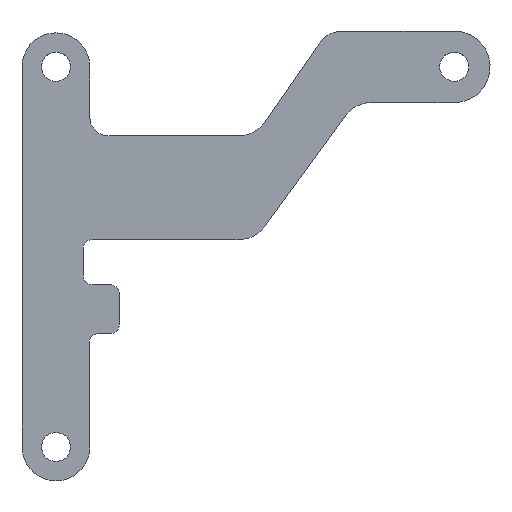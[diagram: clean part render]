
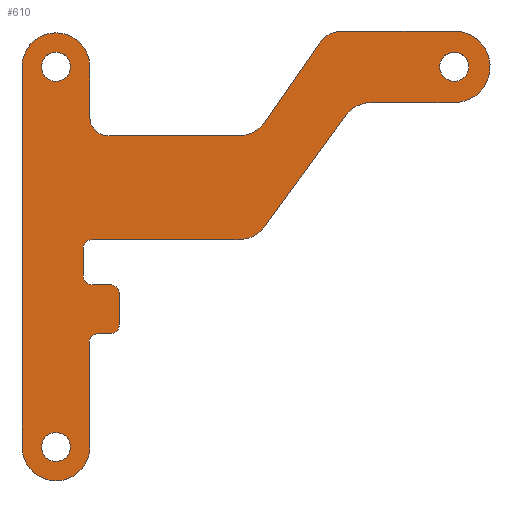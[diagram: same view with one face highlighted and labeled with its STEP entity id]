
A CAD part, top view. The second image highlights one B-rep face of the part: STEP entity #610.
In plain terms, the highlighted planar face has unit normal (0, 0, 1).
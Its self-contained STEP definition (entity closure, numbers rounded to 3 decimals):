
#15=FACE_BOUND('',#97,.T.);
#16=FACE_BOUND('',#98,.T.);
#17=FACE_BOUND('',#99,.T.);
#34=PLANE('',#675);
#65=FACE_OUTER_BOUND('',#96,.T.);
#96=EDGE_LOOP('',(#507,#508,#509,#510,#511,#512,#513,#514,#515,#516,#517,
#518,#519,#520,#521,#522,#523,#524,#525,#526,#527,#528,#529,#530,#531,#532));
#97=EDGE_LOOP('',(#533));
#98=EDGE_LOOP('',(#534));
#99=EDGE_LOOP('',(#535));
#109=LINE('',#886,#164);
#113=LINE('',#898,#168);
#117=LINE('',#910,#172);
#121=LINE('',#922,#176);
#125=LINE('',#934,#180);
#129=LINE('',#946,#184);
#133=LINE('',#958,#188);
#137=LINE('',#970,#192);
#141=LINE('',#982,#196);
#145=LINE('',#994,#200);
#149=LINE('',#1006,#204);
#153=LINE('',#1018,#208);
#157=LINE('',#1030,#212);
#164=VECTOR('',#704,10.);
#168=VECTOR('',#716,10.);
#172=VECTOR('',#728,10.);
#176=VECTOR('',#740,10.);
#180=VECTOR('',#752,10.);
#184=VECTOR('',#764,10.);
#188=VECTOR('',#776,10.);
#192=VECTOR('',#788,10.);
#196=VECTOR('',#800,10.);
#200=VECTOR('',#812,10.);
#204=VECTOR('',#824,10.);
#208=VECTOR('',#836,10.);
#212=VECTOR('',#848,10.);
#214=CIRCLE('',#615,1.6);
#216=CIRCLE('',#618,1.6);
#218=CIRCLE('',#621,1.6);
#221=CIRCLE('',#626,3.5);
#223=CIRCLE('',#630,3.5);
#225=CIRCLE('',#634,1.);
#227=CIRCLE('',#638,1.);
#229=CIRCLE('',#642,1.);
#231=CIRCLE('',#646,1.);
#233=CIRCLE('',#650,1.);
#235=CIRCLE('',#654,3.75);
#237=CIRCLE('',#658,3.75);
#239=CIRCLE('',#662,2.);
#241=CIRCLE('',#666,3.5);
#243=CIRCLE('',#670,3.);
#245=CIRCLE('',#674,3.954);
#246=VERTEX_POINT('',#862);
#248=VERTEX_POINT('',#868);
#250=VERTEX_POINT('',#874);
#254=VERTEX_POINT('',#883);
#255=VERTEX_POINT('',#885);
#257=VERTEX_POINT('',#891);
#259=VERTEX_POINT('',#897);
#261=VERTEX_POINT('',#903);
#263=VERTEX_POINT('',#909);
#265=VERTEX_POINT('',#915);
#267=VERTEX_POINT('',#921);
#269=VERTEX_POINT('',#927);
#271=VERTEX_POINT('',#933);
#273=VERTEX_POINT('',#939);
#275=VERTEX_POINT('',#945);
#277=VERTEX_POINT('',#951);
#279=VERTEX_POINT('',#957);
#281=VERTEX_POINT('',#963);
#283=VERTEX_POINT('',#969);
#285=VERTEX_POINT('',#975);
#287=VERTEX_POINT('',#981);
#289=VERTEX_POINT('',#987);
#291=VERTEX_POINT('',#993);
#293=VERTEX_POINT('',#999);
#295=VERTEX_POINT('',#1005);
#297=VERTEX_POINT('',#1011);
#299=VERTEX_POINT('',#1017);
#301=VERTEX_POINT('',#1023);
#303=VERTEX_POINT('',#1029);
#304=EDGE_CURVE('',#246,#246,#214,.T.);
#307=EDGE_CURVE('',#248,#248,#216,.T.);
#310=EDGE_CURVE('',#250,#250,#218,.T.);
#315=EDGE_CURVE('',#255,#254,#109,.T.);
#318=EDGE_CURVE('',#257,#255,#221,.T.);
#321=EDGE_CURVE('',#259,#257,#113,.T.);
#324=EDGE_CURVE('',#261,#259,#223,.T.);
#327=EDGE_CURVE('',#263,#261,#117,.T.);
#330=EDGE_CURVE('',#265,#263,#225,.T.);
#333=EDGE_CURVE('',#267,#265,#121,.T.);
#336=EDGE_CURVE('',#269,#267,#227,.T.);
#339=EDGE_CURVE('',#271,#269,#125,.T.);
#342=EDGE_CURVE('',#273,#271,#229,.T.);
#345=EDGE_CURVE('',#275,#273,#129,.T.);
#348=EDGE_CURVE('',#277,#275,#231,.T.);
#351=EDGE_CURVE('',#279,#277,#133,.T.);
#354=EDGE_CURVE('',#281,#279,#233,.T.);
#357=EDGE_CURVE('',#283,#281,#137,.T.);
#360=EDGE_CURVE('',#285,#283,#235,.T.);
#363=EDGE_CURVE('',#287,#285,#141,.T.);
#366=EDGE_CURVE('',#289,#287,#237,.T.);
#369=EDGE_CURVE('',#291,#289,#145,.T.);
#372=EDGE_CURVE('',#293,#291,#239,.T.);
#375=EDGE_CURVE('',#295,#293,#149,.T.);
#378=EDGE_CURVE('',#297,#295,#241,.T.);
#381=EDGE_CURVE('',#299,#297,#153,.T.);
#384=EDGE_CURVE('',#301,#299,#243,.T.);
#387=EDGE_CURVE('',#303,#301,#157,.T.);
#390=EDGE_CURVE('',#254,#303,#245,.T.);
#507=ORIENTED_EDGE('',*,*,#390,.T.);
#508=ORIENTED_EDGE('',*,*,#387,.T.);
#509=ORIENTED_EDGE('',*,*,#384,.T.);
#510=ORIENTED_EDGE('',*,*,#381,.T.);
#511=ORIENTED_EDGE('',*,*,#378,.T.);
#512=ORIENTED_EDGE('',*,*,#375,.T.);
#513=ORIENTED_EDGE('',*,*,#372,.T.);
#514=ORIENTED_EDGE('',*,*,#369,.T.);
#515=ORIENTED_EDGE('',*,*,#366,.T.);
#516=ORIENTED_EDGE('',*,*,#363,.T.);
#517=ORIENTED_EDGE('',*,*,#360,.T.);
#518=ORIENTED_EDGE('',*,*,#357,.T.);
#519=ORIENTED_EDGE('',*,*,#354,.T.);
#520=ORIENTED_EDGE('',*,*,#351,.T.);
#521=ORIENTED_EDGE('',*,*,#348,.T.);
#522=ORIENTED_EDGE('',*,*,#345,.T.);
#523=ORIENTED_EDGE('',*,*,#342,.T.);
#524=ORIENTED_EDGE('',*,*,#339,.T.);
#525=ORIENTED_EDGE('',*,*,#336,.T.);
#526=ORIENTED_EDGE('',*,*,#333,.T.);
#527=ORIENTED_EDGE('',*,*,#330,.T.);
#528=ORIENTED_EDGE('',*,*,#327,.T.);
#529=ORIENTED_EDGE('',*,*,#324,.T.);
#530=ORIENTED_EDGE('',*,*,#321,.T.);
#531=ORIENTED_EDGE('',*,*,#318,.T.);
#532=ORIENTED_EDGE('',*,*,#315,.T.);
#533=ORIENTED_EDGE('',*,*,#310,.T.);
#534=ORIENTED_EDGE('',*,*,#307,.T.);
#535=ORIENTED_EDGE('',*,*,#304,.T.);
#610=ADVANCED_FACE('',(#65,#15,#16,#17),#34,.T.);
#615=AXIS2_PLACEMENT_3D('',#863,#681,#682);
#618=AXIS2_PLACEMENT_3D('',#869,#688,#689);
#621=AXIS2_PLACEMENT_3D('',#875,#695,#696);
#626=AXIS2_PLACEMENT_3D('',#892,#710,#711);
#630=AXIS2_PLACEMENT_3D('',#904,#722,#723);
#634=AXIS2_PLACEMENT_3D('',#916,#734,#735);
#638=AXIS2_PLACEMENT_3D('',#928,#746,#747);
#642=AXIS2_PLACEMENT_3D('',#940,#758,#759);
#646=AXIS2_PLACEMENT_3D('',#952,#770,#771);
#650=AXIS2_PLACEMENT_3D('',#964,#782,#783);
#654=AXIS2_PLACEMENT_3D('',#976,#794,#795);
#658=AXIS2_PLACEMENT_3D('',#988,#806,#807);
#662=AXIS2_PLACEMENT_3D('',#1000,#818,#819);
#666=AXIS2_PLACEMENT_3D('',#1012,#830,#831);
#670=AXIS2_PLACEMENT_3D('',#1024,#842,#843);
#674=AXIS2_PLACEMENT_3D('',#1034,#854,#855);
#675=AXIS2_PLACEMENT_3D('',#1035,#856,#857);
#681=DIRECTION('center_axis',(0.,0.,-1.));
#682=DIRECTION('ref_axis',(1.,0.,0.));
#688=DIRECTION('center_axis',(0.,0.,-1.));
#689=DIRECTION('ref_axis',(1.,0.,0.));
#695=DIRECTION('center_axis',(0.,0.,-1.));
#696=DIRECTION('ref_axis',(1.,0.,0.));
#704=DIRECTION('',(1.,0.,0.));
#710=DIRECTION('center_axis',(0.,0.,-1.));
#711=DIRECTION('ref_axis',(0.,1.,0.));
#716=DIRECTION('',(0.59,0.807,0.));
#722=DIRECTION('center_axis',(0.,0.,1.));
#723=DIRECTION('ref_axis',(0.,-1.,0.));
#728=DIRECTION('',(1.,0.,0.));
#734=DIRECTION('center_axis',(0.,0.,-1.));
#735=DIRECTION('ref_axis',(0.,1.,0.));
#740=DIRECTION('',(0.,1.,0.));
#746=DIRECTION('center_axis',(0.,0.,-1.));
#747=DIRECTION('ref_axis',(-1.,0.,0.));
#752=DIRECTION('',(-1.,0.,0.));
#758=DIRECTION('center_axis',(0.,0.,1.));
#759=DIRECTION('ref_axis',(1.,0.,0.));
#764=DIRECTION('',(0.,1.,0.));
#770=DIRECTION('center_axis',(0.,0.,1.));
#771=DIRECTION('ref_axis',(0.,-1.,0.));
#776=DIRECTION('',(1.,0.,0.));
#782=DIRECTION('center_axis',(0.,0.,-1.));
#783=DIRECTION('ref_axis',(0.,1.,0.));
#788=DIRECTION('',(-0.008,1.,0.));
#794=DIRECTION('center_axis',(0.,0.,1.));
#795=DIRECTION('ref_axis',(1.,0.,0.));
#800=DIRECTION('',(0.,-1.,0.));
#806=DIRECTION('center_axis',(0.,0.,1.));
#807=DIRECTION('ref_axis',(1.,0.,0.));
#812=DIRECTION('',(0.,1.,0.));
#818=DIRECTION('center_axis',(0.,0.,-1.));
#819=DIRECTION('ref_axis',(-1.,0.,0.));
#824=DIRECTION('',(-1.,0.,0.));
#830=DIRECTION('center_axis',(0.,0.,-1.));
#831=DIRECTION('ref_axis',(0.,-1.,0.));
#836=DIRECTION('',(-0.57,-0.822,0.));
#842=DIRECTION('center_axis',(0.,0.,1.));
#843=DIRECTION('ref_axis',(-0.003,1.,0.));
#848=DIRECTION('',(-1.,-0.003,0.));
#854=DIRECTION('center_axis',(0.,0.,1.));
#855=DIRECTION('ref_axis',(1.,0.,0.));
#856=DIRECTION('center_axis',(0.,0.,1.));
#857=DIRECTION('ref_axis',(1.,0.,0.));
#862=CARTESIAN_POINT('',(230.4,-76.,5.08));
#863=CARTESIAN_POINT('Origin',(232.,-76.,5.08));
#868=CARTESIAN_POINT('',(186.4,-76.,5.08));
#869=CARTESIAN_POINT('Origin',(188.,-76.,5.08));
#874=CARTESIAN_POINT('',(186.4,-118.,5.08));
#875=CARTESIAN_POINT('Origin',(188.,-118.,5.08));
#883=CARTESIAN_POINT('',(231.766,-79.947,5.08));
#885=CARTESIAN_POINT('',(222.842,-79.947,5.08));
#886=CARTESIAN_POINT('',(231.766,-79.947,5.08));
#891=CARTESIAN_POINT('',(220.016,-81.382,5.08));
#892=CARTESIAN_POINT('Origin',(222.842,-83.447,5.08));
#897=CARTESIAN_POINT('',(211.048,-93.651,5.08));
#898=CARTESIAN_POINT('',(211.048,-93.651,5.08));
#903=CARTESIAN_POINT('',(208.223,-95.086,5.08));
#904=CARTESIAN_POINT('Origin',(208.223,-91.586,5.08));
#909=CARTESIAN_POINT('',(192.,-95.086,5.08));
#910=CARTESIAN_POINT('',(192.,-95.086,5.08));
#915=CARTESIAN_POINT('',(191.,-96.086,5.08));
#916=CARTESIAN_POINT('Origin',(192.,-96.086,5.08));
#921=CARTESIAN_POINT('',(191.,-99.086,5.08));
#922=CARTESIAN_POINT('',(191.,-96.086,5.08));
#927=CARTESIAN_POINT('',(192.,-100.086,5.08));
#928=CARTESIAN_POINT('Origin',(192.,-99.086,5.08));
#933=CARTESIAN_POINT('',(194.,-100.086,5.08));
#934=CARTESIAN_POINT('',(194.,-100.086,5.08));
#939=CARTESIAN_POINT('',(195.,-101.086,5.08));
#940=CARTESIAN_POINT('Origin',(194.,-101.086,5.08));
#945=CARTESIAN_POINT('',(195.,-104.47,5.08));
#946=CARTESIAN_POINT('',(195.,-104.47,5.08));
#951=CARTESIAN_POINT('',(194.,-105.47,5.08));
#952=CARTESIAN_POINT('Origin',(194.,-104.47,5.08));
#957=CARTESIAN_POINT('',(192.663,-105.47,5.08));
#958=CARTESIAN_POINT('',(192.663,-105.47,5.08));
#963=CARTESIAN_POINT('',(191.663,-106.478,5.08));
#964=CARTESIAN_POINT('Origin',(192.663,-106.47,5.08));
#969=CARTESIAN_POINT('',(191.75,-117.971,5.08));
#970=CARTESIAN_POINT('',(191.663,-106.478,5.08));
#975=CARTESIAN_POINT('',(184.25,-118.,5.08));
#976=CARTESIAN_POINT('Origin',(188.,-118.,5.08));
#981=CARTESIAN_POINT('',(184.25,-76.,5.08));
#982=CARTESIAN_POINT('',(184.25,-76.,5.08));
#987=CARTESIAN_POINT('',(191.75,-76.,5.08));
#988=CARTESIAN_POINT('Origin',(188.,-76.,5.08));
#993=CARTESIAN_POINT('',(191.75,-81.613,5.08));
#994=CARTESIAN_POINT('',(191.75,-76.,5.08));
#999=CARTESIAN_POINT('',(193.75,-83.613,5.08));
#1000=CARTESIAN_POINT('Origin',(193.75,-81.613,5.08));
#1005=CARTESIAN_POINT('',(208.168,-83.613,5.08));
#1006=CARTESIAN_POINT('',(208.168,-83.613,5.08));
#1011=CARTESIAN_POINT('',(211.044,-82.109,5.08));
#1012=CARTESIAN_POINT('Origin',(208.168,-80.113,5.08));
#1017=CARTESIAN_POINT('',(217.108,-73.371,5.08));
#1018=CARTESIAN_POINT('',(211.044,-82.109,5.08));
#1023=CARTESIAN_POINT('',(219.564,-72.081,5.08));
#1024=CARTESIAN_POINT('Origin',(219.573,-75.081,5.08));
#1029=CARTESIAN_POINT('',(232.,-72.046,5.08));
#1030=CARTESIAN_POINT('',(219.564,-72.081,5.08));
#1034=CARTESIAN_POINT('Origin',(232.,-76.,5.08));
#1035=CARTESIAN_POINT('Origin',(232.,-76.,5.08));
